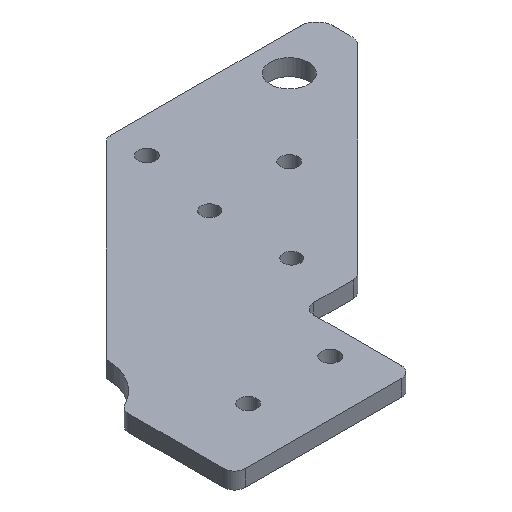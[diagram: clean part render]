
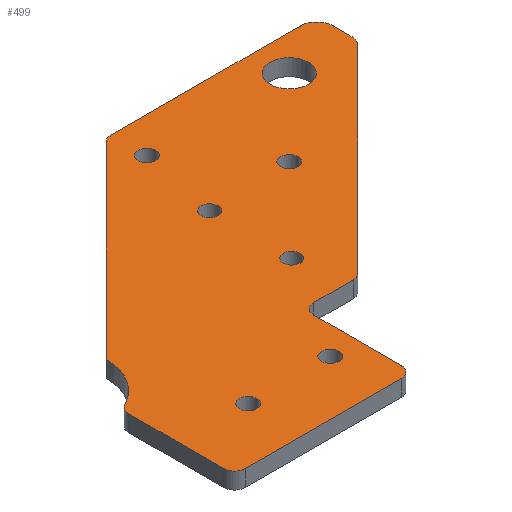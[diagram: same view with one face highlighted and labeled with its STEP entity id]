
A CAD part, isometric view. The second image highlights one B-rep face of the part: STEP entity #499.
In plain terms, the highlighted planar face has unit normal (0, 0, 1).
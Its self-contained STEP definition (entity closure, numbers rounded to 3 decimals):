
#15=FACE_BOUND('',#68,.T.);
#16=FACE_BOUND('',#69,.T.);
#17=FACE_BOUND('',#70,.T.);
#18=FACE_BOUND('',#71,.T.);
#19=FACE_BOUND('',#72,.T.);
#20=FACE_BOUND('',#73,.T.);
#21=FACE_BOUND('',#74,.T.);
#30=PLANE('',#550);
#41=FACE_OUTER_BOUND('',#67,.T.);
#67=EDGE_LOOP('',(#345,#346,#347,#348,#349,#350,#351,#352,#353,#354,#355,
#356,#357,#358,#359,#360,#361));
#68=EDGE_LOOP('',(#362));
#69=EDGE_LOOP('',(#363));
#70=EDGE_LOOP('',(#364));
#71=EDGE_LOOP('',(#365));
#72=EDGE_LOOP('',(#366));
#73=EDGE_LOOP('',(#367));
#74=EDGE_LOOP('',(#368));
#107=LINE('',#774,#147);
#110=LINE('',#780,#150);
#111=LINE('',#784,#151);
#112=LINE('',#788,#152);
#113=LINE('',#792,#153);
#114=LINE('',#796,#154);
#115=LINE('',#800,#155);
#116=LINE('',#804,#156);
#147=VECTOR('',#616,10.);
#150=VECTOR('',#621,10.);
#151=VECTOR('',#624,10.);
#152=VECTOR('',#627,10.);
#153=VECTOR('',#630,10.);
#154=VECTOR('',#633,10.);
#155=VECTOR('',#636,10.);
#156=VECTOR('',#639,10.);
#185=CIRCLE('',#547,2.);
#187=CIRCLE('',#551,2.);
#188=CIRCLE('',#552,2.);
#189=CIRCLE('',#553,2.);
#190=CIRCLE('',#554,3.);
#191=CIRCLE('',#555,3.);
#192=CIRCLE('',#556,2.);
#193=CIRCLE('',#557,10.);
#194=CIRCLE('',#558,2.);
#195=CIRCLE('',#559,3.5);
#196=CIRCLE('',#560,1.6);
#197=CIRCLE('',#561,1.6);
#198=CIRCLE('',#562,1.6);
#199=CIRCLE('',#563,1.6);
#200=CIRCLE('',#564,1.55);
#201=CIRCLE('',#565,1.55);
#217=VERTEX_POINT('',#764);
#218=VERTEX_POINT('',#765);
#221=VERTEX_POINT('',#773);
#223=VERTEX_POINT('',#779);
#224=VERTEX_POINT('',#781);
#225=VERTEX_POINT('',#783);
#226=VERTEX_POINT('',#785);
#227=VERTEX_POINT('',#787);
#228=VERTEX_POINT('',#789);
#229=VERTEX_POINT('',#791);
#230=VERTEX_POINT('',#793);
#231=VERTEX_POINT('',#795);
#232=VERTEX_POINT('',#797);
#233=VERTEX_POINT('',#799);
#234=VERTEX_POINT('',#801);
#235=VERTEX_POINT('',#803);
#236=VERTEX_POINT('',#805);
#237=VERTEX_POINT('',#808);
#238=VERTEX_POINT('',#810);
#239=VERTEX_POINT('',#812);
#240=VERTEX_POINT('',#814);
#241=VERTEX_POINT('',#816);
#242=VERTEX_POINT('',#818);
#243=VERTEX_POINT('',#820);
#265=EDGE_CURVE('',#217,#218,#185,.T.);
#269=EDGE_CURVE('',#221,#218,#107,.T.);
#272=EDGE_CURVE('',#217,#223,#110,.T.);
#273=EDGE_CURVE('',#224,#223,#187,.T.);
#274=EDGE_CURVE('',#224,#225,#111,.T.);
#275=EDGE_CURVE('',#226,#225,#188,.T.);
#276=EDGE_CURVE('',#226,#227,#112,.T.);
#277=EDGE_CURVE('',#228,#227,#189,.T.);
#278=EDGE_CURVE('',#228,#229,#113,.T.);
#279=EDGE_CURVE('',#230,#229,#190,.T.);
#280=EDGE_CURVE('',#230,#231,#114,.T.);
#281=EDGE_CURVE('',#232,#231,#191,.T.);
#282=EDGE_CURVE('',#232,#233,#115,.T.);
#283=EDGE_CURVE('',#234,#233,#192,.T.);
#284=EDGE_CURVE('',#234,#235,#116,.T.);
#285=EDGE_CURVE('',#235,#236,#193,.T.);
#286=EDGE_CURVE('',#236,#221,#194,.T.);
#287=EDGE_CURVE('',#237,#237,#195,.T.);
#288=EDGE_CURVE('',#238,#238,#196,.T.);
#289=EDGE_CURVE('',#239,#239,#197,.T.);
#290=EDGE_CURVE('',#240,#240,#198,.T.);
#291=EDGE_CURVE('',#241,#241,#199,.T.);
#292=EDGE_CURVE('',#242,#242,#200,.T.);
#293=EDGE_CURVE('',#243,#243,#201,.T.);
#345=ORIENTED_EDGE('',*,*,#265,.F.);
#346=ORIENTED_EDGE('',*,*,#272,.T.);
#347=ORIENTED_EDGE('',*,*,#273,.F.);
#348=ORIENTED_EDGE('',*,*,#274,.T.);
#349=ORIENTED_EDGE('',*,*,#275,.F.);
#350=ORIENTED_EDGE('',*,*,#276,.T.);
#351=ORIENTED_EDGE('',*,*,#277,.F.);
#352=ORIENTED_EDGE('',*,*,#278,.T.);
#353=ORIENTED_EDGE('',*,*,#279,.F.);
#354=ORIENTED_EDGE('',*,*,#280,.T.);
#355=ORIENTED_EDGE('',*,*,#281,.F.);
#356=ORIENTED_EDGE('',*,*,#282,.T.);
#357=ORIENTED_EDGE('',*,*,#283,.F.);
#358=ORIENTED_EDGE('',*,*,#284,.T.);
#359=ORIENTED_EDGE('',*,*,#285,.T.);
#360=ORIENTED_EDGE('',*,*,#286,.T.);
#361=ORIENTED_EDGE('',*,*,#269,.T.);
#362=ORIENTED_EDGE('',*,*,#287,.T.);
#363=ORIENTED_EDGE('',*,*,#288,.T.);
#364=ORIENTED_EDGE('',*,*,#289,.T.);
#365=ORIENTED_EDGE('',*,*,#290,.T.);
#366=ORIENTED_EDGE('',*,*,#291,.T.);
#367=ORIENTED_EDGE('',*,*,#292,.T.);
#368=ORIENTED_EDGE('',*,*,#293,.T.);
#499=ADVANCED_FACE('',(#41,#15,#16,#17,#18,#19,#20,#21),#30,.T.);
#547=AXIS2_PLACEMENT_3D('',#766,#608,#609);
#550=AXIS2_PLACEMENT_3D('',#778,#619,#620);
#551=AXIS2_PLACEMENT_3D('',#782,#622,#623);
#552=AXIS2_PLACEMENT_3D('',#786,#625,#626);
#553=AXIS2_PLACEMENT_3D('',#790,#628,#629);
#554=AXIS2_PLACEMENT_3D('',#794,#631,#632);
#555=AXIS2_PLACEMENT_3D('',#798,#634,#635);
#556=AXIS2_PLACEMENT_3D('',#802,#637,#638);
#557=AXIS2_PLACEMENT_3D('',#806,#640,#641);
#558=AXIS2_PLACEMENT_3D('',#807,#642,#643);
#559=AXIS2_PLACEMENT_3D('',#809,#644,#645);
#560=AXIS2_PLACEMENT_3D('',#811,#646,#647);
#561=AXIS2_PLACEMENT_3D('',#813,#648,#649);
#562=AXIS2_PLACEMENT_3D('',#815,#650,#651);
#563=AXIS2_PLACEMENT_3D('',#817,#652,#653);
#564=AXIS2_PLACEMENT_3D('',#819,#654,#655);
#565=AXIS2_PLACEMENT_3D('',#821,#656,#657);
#608=DIRECTION('center_axis',(0.,0.,-1.));
#609=DIRECTION('ref_axis',(0.,-1.,0.));
#616=DIRECTION('',(0.,-1.,0.));
#619=DIRECTION('center_axis',(0.,0.,1.));
#620=DIRECTION('ref_axis',(1.,0.,0.));
#621=DIRECTION('',(1.,0.,0.));
#622=DIRECTION('center_axis',(0.,0.,-1.));
#623=DIRECTION('ref_axis',(0.707,-0.707,0.));
#624=DIRECTION('',(0.,1.,0.));
#625=DIRECTION('center_axis',(0.,0.,1.));
#626=DIRECTION('ref_axis',(-0.707,0.707,0.));
#627=DIRECTION('',(1.,0.,0.));
#628=DIRECTION('center_axis',(0.,0.,-1.));
#629=DIRECTION('ref_axis',(0.383,-0.924,0.));
#630=DIRECTION('',(0.707,0.707,0.));
#631=DIRECTION('center_axis',(0.,0.,-1.));
#632=DIRECTION('ref_axis',(0.924,-0.383,0.));
#633=DIRECTION('',(0.,1.,0.));
#634=DIRECTION('center_axis',(0.,0.,-1.));
#635=DIRECTION('ref_axis',(0.707,0.707,0.));
#636=DIRECTION('',(-1.,0.,0.));
#637=DIRECTION('center_axis',(0.,0.,-1.));
#638=DIRECTION('ref_axis',(-0.383,0.924,0.));
#639=DIRECTION('',(-0.707,-0.707,0.));
#640=DIRECTION('center_axis',(0.,0.,-1.));
#641=DIRECTION('ref_axis',(1.,0.,0.));
#642=DIRECTION('center_axis',(0.,0.,1.));
#643=DIRECTION('ref_axis',(1.,0.,0.));
#644=DIRECTION('center_axis',(0.,0.,-1.));
#645=DIRECTION('ref_axis',(1.,0.,0.));
#646=DIRECTION('center_axis',(0.,0.,-1.));
#647=DIRECTION('ref_axis',(-1.,0.,0.));
#648=DIRECTION('center_axis',(0.,0.,-1.));
#649=DIRECTION('ref_axis',(-1.,0.,0.));
#650=DIRECTION('center_axis',(0.,0.,-1.));
#651=DIRECTION('ref_axis',(1.,0.,0.));
#652=DIRECTION('center_axis',(0.,0.,-1.));
#653=DIRECTION('ref_axis',(1.,0.,0.));
#654=DIRECTION('center_axis',(0.,0.,-1.));
#655=DIRECTION('ref_axis',(1.,0.,0.));
#656=DIRECTION('center_axis',(0.,0.,-1.));
#657=DIRECTION('ref_axis',(1.,0.,0.));
#764=CARTESIAN_POINT('',(-40.5,-32.5,3.));
#765=CARTESIAN_POINT('',(-42.5,-30.5,3.));
#766=CARTESIAN_POINT('Origin',(-40.5,-30.5,3.));
#773=CARTESIAN_POINT('',(-42.5,-13.18,3.));
#774=CARTESIAN_POINT('',(-42.5,32.5,3.));
#778=CARTESIAN_POINT('Origin',(-2.5,0.,3.));
#779=CARTESIAN_POINT('',(-12.,-32.5,3.));
#780=CARTESIAN_POINT('',(-42.5,-32.5,3.));
#781=CARTESIAN_POINT('',(-10.,-30.5,3.));
#782=CARTESIAN_POINT('Origin',(-12.,-30.5,3.));
#783=CARTESIAN_POINT('',(-10.,-14.5,3.));
#784=CARTESIAN_POINT('',(-10.,-6.25,3.));
#785=CARTESIAN_POINT('',(-8.,-12.5,3.));
#786=CARTESIAN_POINT('Origin',(-8.,-14.5,3.));
#787=CARTESIAN_POINT('',(-0.828,-12.5,3.));
#788=CARTESIAN_POINT('',(23.75,-12.5,3.));
#789=CARTESIAN_POINT('',(0.586,-11.914,3.));
#790=CARTESIAN_POINT('Origin',(-0.828,-10.5,3.));
#791=CARTESIAN_POINT('',(36.621,24.121,3.));
#792=CARTESIAN_POINT('',(21.416,8.916,3.));
#793=CARTESIAN_POINT('',(37.5,26.243,3.));
#794=CARTESIAN_POINT('Origin',(34.5,26.243,3.));
#795=CARTESIAN_POINT('',(37.5,29.5,3.));
#796=CARTESIAN_POINT('',(37.5,-32.5,3.));
#797=CARTESIAN_POINT('',(34.5,32.5,3.));
#798=CARTESIAN_POINT('Origin',(34.5,29.5,3.));
#799=CARTESIAN_POINT('',(-0.143,32.5,3.));
#800=CARTESIAN_POINT('',(37.5,32.5,3.));
#801=CARTESIAN_POINT('',(-1.557,31.914,3.));
#802=CARTESIAN_POINT('Origin',(-0.143,30.5,3.));
#803=CARTESIAN_POINT('',(-35.972,-2.5,3.));
#804=CARTESIAN_POINT('',(-26.979,6.493,3.));
#805=CARTESIAN_POINT('',(-41.412,-11.4,3.));
#806=CARTESIAN_POINT('Origin',(-45.972,-2.5,3.));
#807=CARTESIAN_POINT('Origin',(-40.5,-13.18,3.));
#808=CARTESIAN_POINT('',(22.5,26.,3.));
#809=CARTESIAN_POINT('Origin',(26.,26.,3.));
#810=CARTESIAN_POINT('',(-13.4,-22.5,3.));
#811=CARTESIAN_POINT('Origin',(-15.,-22.5,3.));
#812=CARTESIAN_POINT('',(-28.4,-22.5,3.));
#813=CARTESIAN_POINT('Origin',(-30.,-22.5,3.));
#814=CARTESIAN_POINT('',(10.4,12.,3.));
#815=CARTESIAN_POINT('Origin',(12.,12.,3.));
#816=CARTESIAN_POINT('',(-1.6,26.,3.));
#817=CARTESIAN_POINT('Origin',(0.,26.,3.));
#818=CARTESIAN_POINT('',(-4.55,11.526,3.));
#819=CARTESIAN_POINT('Origin',(-3.,11.526,3.));
#820=CARTESIAN_POINT('',(-4.55,-3.474,3.));
#821=CARTESIAN_POINT('Origin',(-3.,-3.474,3.));
